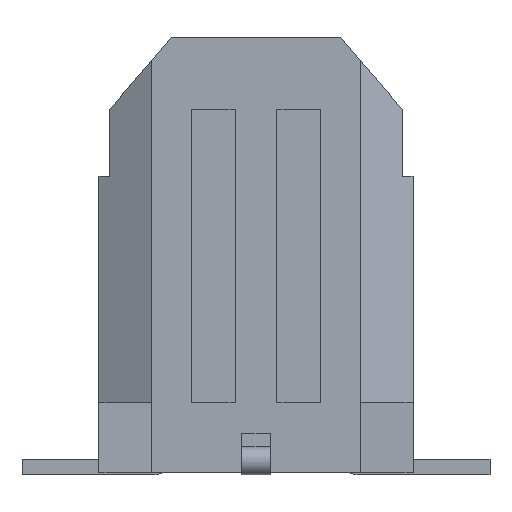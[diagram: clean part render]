
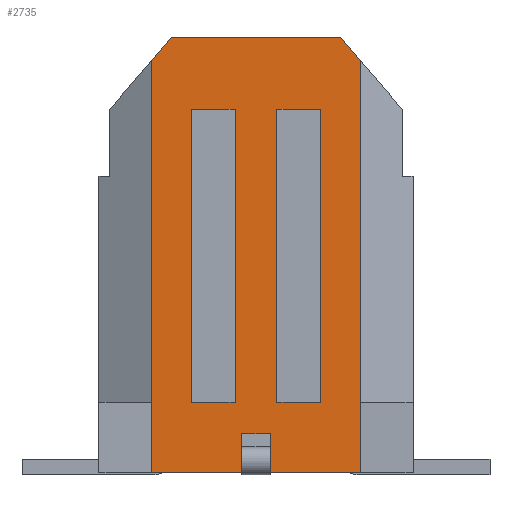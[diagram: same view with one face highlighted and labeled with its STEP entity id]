
A CAD part, front view. The second image highlights one B-rep face of the part: STEP entity #2735.
In plain terms, the highlighted planar face has unit normal (0, -1, 0).
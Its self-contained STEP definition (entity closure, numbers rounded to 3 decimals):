
#53=DIRECTION('',(1.,0.,0.));
#54=VECTOR('',#53,1.);
#55=CARTESIAN_POINT('',(-1.475,-3.43,3.315));
#56=LINE('',#55,#54);
#57=DIRECTION('',(0.,0.,1.));
#58=VECTOR('',#57,6.67);
#59=CARTESIAN_POINT('',(-1.475,-3.43,-3.355));
#60=LINE('',#59,#58);
#61=DIRECTION('',(1.,0.,0.));
#62=VECTOR('',#61,1.);
#63=CARTESIAN_POINT('',(-1.475,-3.43,-3.355));
#64=LINE('',#63,#62);
#65=DIRECTION('',(0.,0.,1.));
#66=VECTOR('',#65,6.67);
#67=CARTESIAN_POINT('',(-0.475,-3.43,-3.355));
#68=LINE('',#67,#66);
#69=DIRECTION('',(1.,0.,0.));
#70=VECTOR('',#69,1.);
#71=CARTESIAN_POINT('',(0.475,-3.43,3.315));
#72=LINE('',#71,#70);
#73=DIRECTION('',(0.,0.,1.));
#74=VECTOR('',#73,6.67);
#75=CARTESIAN_POINT('',(0.475,-3.43,-3.355));
#76=LINE('',#75,#74);
#77=DIRECTION('',(1.,0.,0.));
#78=VECTOR('',#77,1.);
#79=CARTESIAN_POINT('',(0.475,-3.43,-3.355));
#80=LINE('',#79,#78);
#81=DIRECTION('',(0.,0.,1.));
#82=VECTOR('',#81,6.67);
#83=CARTESIAN_POINT('',(1.475,-3.43,-3.355));
#84=LINE('',#83,#82);
#85=DIRECTION('',(0.,0.,1.));
#86=VECTOR('',#85,0.64);
#87=CARTESIAN_POINT('',(0.32,-3.43,-4.714));
#88=LINE('',#87,#86);
#89=DIRECTION('',(0.,0.,1.));
#90=VECTOR('',#89,0.64);
#91=CARTESIAN_POINT('',(-0.32,-3.43,-4.714));
#92=LINE('',#91,#90);
#93=DIRECTION('',(0.,0.,-1.));
#94=VECTOR('',#93,0.241);
#95=CARTESIAN_POINT('',(-0.32,-3.43,-4.714));
#96=LINE('',#95,#94);
#97=DIRECTION('',(0.,0.,-1.));
#98=VECTOR('',#97,7.783);
#99=CARTESIAN_POINT('',(-2.375,-3.43,4.428));
#100=LINE('',#99,#98);
#101=DIRECTION('',(-0.649,0.,-0.761));
#102=VECTOR('',#101,0.693);
#103=CARTESIAN_POINT('',(-1.925,-3.43,4.955));
#104=LINE('',#103,#102);
#105=DIRECTION('',(1.,0.,0.));
#106=VECTOR('',#105,3.85);
#107=CARTESIAN_POINT('',(-1.925,-3.43,4.955));
#108=LINE('',#107,#106);
#109=DIRECTION('',(-0.649,0.,0.761));
#110=VECTOR('',#109,0.693);
#111=CARTESIAN_POINT('',(2.375,-3.43,4.428));
#112=LINE('',#111,#110);
#113=DIRECTION('',(0.,0.,-1.));
#114=VECTOR('',#113,7.783);
#115=CARTESIAN_POINT('',(2.375,-3.43,4.428));
#116=LINE('',#115,#114);
#117=DIRECTION('',(0.,0.,-1.));
#118=VECTOR('',#117,1.6);
#119=CARTESIAN_POINT('',(2.375,-3.43,-3.355));
#120=LINE('',#119,#118);
#121=DIRECTION('',(0.,0.,-1.));
#122=VECTOR('',#121,0.241);
#123=CARTESIAN_POINT('',(0.32,-3.43,-4.714));
#124=LINE('',#123,#122);
#449=DIRECTION('',(-1.,0.,0.));
#450=VECTOR('',#449,0.64);
#451=CARTESIAN_POINT('',(0.32,-3.43,-4.074));
#452=LINE('',#451,#450);
#905=DIRECTION('',(-1.,0.,0.));
#906=VECTOR('',#905,2.055);
#907=CARTESIAN_POINT('',(2.375,-3.43,-4.955));
#908=LINE('',#907,#906);
#921=DIRECTION('',(-1.,0.,0.));
#922=VECTOR('',#921,2.055);
#923=CARTESIAN_POINT('',(-0.32,-3.43,-4.955));
#924=LINE('',#923,#922);
#1931=DIRECTION('',(0.,0.,-1.));
#1932=VECTOR('',#1931,1.6);
#1933=CARTESIAN_POINT('',(-2.375,-3.43,-3.355));
#1934=LINE('',#1933,#1932);
#1967=CARTESIAN_POINT('',(-1.925,-3.43,4.955));
#1968=CARTESIAN_POINT('',(1.925,-3.43,4.955));
#1969=VERTEX_POINT('',#1967);
#1970=VERTEX_POINT('',#1968);
#2063=CARTESIAN_POINT('',(0.32,-3.43,-4.955));
#2065=VERTEX_POINT('',#2063);
#2067=CARTESIAN_POINT('',(-0.32,-3.43,-4.955));
#2069=VERTEX_POINT('',#2067);
#2074=CARTESIAN_POINT('',(2.375,-3.43,-3.355));
#2076=VERTEX_POINT('',#2074);
#2078=CARTESIAN_POINT('',(-2.375,-3.43,-3.355));
#2080=VERTEX_POINT('',#2078);
#2087=CARTESIAN_POINT('',(2.375,-3.43,-4.955));
#2088=VERTEX_POINT('',#2087);
#2089=CARTESIAN_POINT('',(-2.375,-3.43,-4.955));
#2090=VERTEX_POINT('',#2089);
#2091=CARTESIAN_POINT('',(0.32,-3.43,-4.714));
#2092=VERTEX_POINT('',#2091);
#2093=CARTESIAN_POINT('',(-0.32,-3.43,-4.714));
#2094=VERTEX_POINT('',#2093);
#2171=CARTESIAN_POINT('',(0.32,-3.43,-4.074));
#2172=VERTEX_POINT('',#2171);
#2173=CARTESIAN_POINT('',(-0.32,-3.43,-4.074));
#2174=VERTEX_POINT('',#2173);
#2277=CARTESIAN_POINT('',(-1.475,-3.43,3.315));
#2278=CARTESIAN_POINT('',(-0.475,-3.43,3.315));
#2279=VERTEX_POINT('',#2277);
#2280=VERTEX_POINT('',#2278);
#2281=CARTESIAN_POINT('',(0.475,-3.43,3.315));
#2282=CARTESIAN_POINT('',(1.475,-3.43,3.315));
#2283=VERTEX_POINT('',#2281);
#2284=VERTEX_POINT('',#2282);
#2285=CARTESIAN_POINT('',(-1.475,-3.43,-3.355));
#2286=CARTESIAN_POINT('',(-0.475,-3.43,-3.355));
#2287=VERTEX_POINT('',#2285);
#2288=VERTEX_POINT('',#2286);
#2289=CARTESIAN_POINT('',(0.475,-3.43,-3.355));
#2290=CARTESIAN_POINT('',(1.475,-3.43,-3.355));
#2291=VERTEX_POINT('',#2289);
#2292=VERTEX_POINT('',#2290);
#2421=CARTESIAN_POINT('',(2.375,-3.43,4.428));
#2422=VERTEX_POINT('',#2421);
#2423=CARTESIAN_POINT('',(-2.375,-3.43,4.428));
#2424=VERTEX_POINT('',#2423);
#2681=CARTESIAN_POINT('',(-3.325,-3.43,4.955));
#2682=DIRECTION('',(0.,-1.,0.));
#2683=DIRECTION('',(0.,0.,-1.));
#2684=AXIS2_PLACEMENT_3D('',#2681,#2682,#2683);
#2685=PLANE('',#2684);
#2687=ORIENTED_EDGE('',*,*,#2686,.T.);
#2689=ORIENTED_EDGE('',*,*,#2688,.T.);
#2691=ORIENTED_EDGE('',*,*,#2690,.F.);
#2693=ORIENTED_EDGE('',*,*,#2692,.T.);
#2695=ORIENTED_EDGE('',*,*,#2694,.T.);
#2697=ORIENTED_EDGE('',*,*,#2696,.F.);
#2698=ORIENTED_EDGE('',*,*,#2668,.F.);
#2700=ORIENTED_EDGE('',*,*,#2699,.F.);
#2702=ORIENTED_EDGE('',*,*,#2701,.T.);
#2704=ORIENTED_EDGE('',*,*,#2703,.F.);
#2706=ORIENTED_EDGE('',*,*,#2705,.T.);
#2708=ORIENTED_EDGE('',*,*,#2707,.T.);
#2710=ORIENTED_EDGE('',*,*,#2709,.T.);
#2712=ORIENTED_EDGE('',*,*,#2711,.F.);
#2713=EDGE_LOOP('',(#2687,#2689,#2691,#2693,#2695,#2697,#2698,#2700,#2702,#2704,
#2706,#2708,#2710,#2712));
#2714=FACE_OUTER_BOUND('',#2713,.F.);
#2716=ORIENTED_EDGE('',*,*,#2715,.F.);
#2718=ORIENTED_EDGE('',*,*,#2717,.F.);
#2720=ORIENTED_EDGE('',*,*,#2719,.T.);
#2722=ORIENTED_EDGE('',*,*,#2721,.T.);
#2723=EDGE_LOOP('',(#2716,#2718,#2720,#2722));
#2724=FACE_BOUND('',#2723,.F.);
#2726=ORIENTED_EDGE('',*,*,#2725,.F.);
#2728=ORIENTED_EDGE('',*,*,#2727,.F.);
#2730=ORIENTED_EDGE('',*,*,#2729,.T.);
#2732=ORIENTED_EDGE('',*,*,#2731,.T.);
#2733=EDGE_LOOP('',(#2726,#2728,#2730,#2732));
#2734=FACE_BOUND('',#2733,.F.);
#2735=ADVANCED_FACE('',(#2714,#2724,#2734),#2685,.T.);
#2668=EDGE_CURVE('',#2424,#2080,#100,.T.);
#2686=EDGE_CURVE('',#2092,#2172,#88,.T.);
#2688=EDGE_CURVE('',#2172,#2174,#452,.T.);
#2690=EDGE_CURVE('',#2094,#2174,#92,.T.);
#2692=EDGE_CURVE('',#2094,#2069,#96,.T.);
#2694=EDGE_CURVE('',#2069,#2090,#924,.T.);
#2696=EDGE_CURVE('',#2080,#2090,#1934,.T.);
#2699=EDGE_CURVE('',#1969,#2424,#104,.T.);
#2701=EDGE_CURVE('',#1969,#1970,#108,.T.);
#2703=EDGE_CURVE('',#2422,#1970,#112,.T.);
#2705=EDGE_CURVE('',#2422,#2076,#116,.T.);
#2707=EDGE_CURVE('',#2076,#2088,#120,.T.);
#2709=EDGE_CURVE('',#2088,#2065,#908,.T.);
#2711=EDGE_CURVE('',#2092,#2065,#124,.T.);
#2715=EDGE_CURVE('',#2283,#2284,#72,.T.);
#2717=EDGE_CURVE('',#2291,#2283,#76,.T.);
#2719=EDGE_CURVE('',#2291,#2292,#80,.T.);
#2721=EDGE_CURVE('',#2292,#2284,#84,.T.);
#2725=EDGE_CURVE('',#2279,#2280,#56,.T.);
#2727=EDGE_CURVE('',#2287,#2279,#60,.T.);
#2729=EDGE_CURVE('',#2287,#2288,#64,.T.);
#2731=EDGE_CURVE('',#2288,#2280,#68,.T.);
